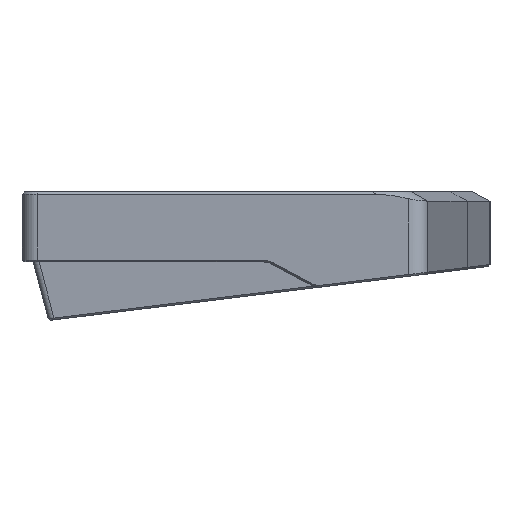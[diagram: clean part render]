
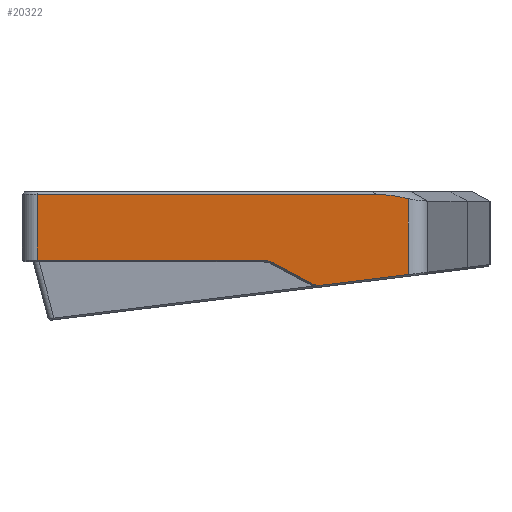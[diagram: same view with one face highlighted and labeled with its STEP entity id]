
A CAD part, left-side view. The second image highlights one B-rep face of the part: STEP entity #20322.
In plain terms, the highlighted planar face has unit normal (-0.993, 0.122, 0).
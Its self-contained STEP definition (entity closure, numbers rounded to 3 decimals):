
#36=ELLIPSE('',#21841,24.472,10.4);
#192=B_SPLINE_CURVE_WITH_KNOTS('',3,(#32588,#32589,#32590,#32591),
 .UNSPECIFIED.,.F.,.F.,(4,4),(-3.492,-3.488),
 .UNSPECIFIED.);
#193=B_SPLINE_CURVE_WITH_KNOTS('',3,(#32612,#32613,#32614,#32615),
 .UNSPECIFIED.,.F.,.F.,(4,4),(1.082,1.093),
 .UNSPECIFIED.);
#194=B_SPLINE_CURVE_WITH_KNOTS('',3,(#32632,#32633,#32634,#32635),
 .UNSPECIFIED.,.F.,.F.,(4,4),(1.093,1.571),
 .UNSPECIFIED.);
#195=B_SPLINE_CURVE_WITH_KNOTS('',3,(#32656,#32657,#32658,#32659),
 .UNSPECIFIED.,.F.,.F.,(4,4),(-3.874,-3.87),
 .UNSPECIFIED.);
#197=B_SPLINE_CURVE_WITH_KNOTS('',3,(#32687,#32688,#32689,#32690),
 .UNSPECIFIED.,.F.,.F.,(4,4),(-1.693,-1.681),
 .UNSPECIFIED.);
#198=B_SPLINE_CURVE_WITH_KNOTS('',3,(#32707,#32708,#32709,#32710),
 .UNSPECIFIED.,.F.,.F.,(4,4),(-1.681,-1.082),
 .UNSPECIFIED.);
#200=B_SPLINE_CURVE_WITH_KNOTS('',3,(#32737,#32738,#32739,#32740),
 .UNSPECIFIED.,.F.,.F.,(4,4),(1.681,1.693),
 .UNSPECIFIED.);
#2096=FACE_OUTER_BOUND('',#3241,.T.);
#3241=EDGE_LOOP('',(#17481,#17482,#17483,#17484,#17485,#17486,#17487,#17488,
#17489,#17490,#17491,#17492,#17493,#17494));
#5299=LINE('',#32513,#7532);
#5308=LINE('',#32565,#7541);
#5316=LINE('',#32661,#7549);
#5321=LINE('',#32742,#7554);
#5326=LINE('',#32806,#7559);
#5351=LINE('',#32872,#7584);
#7532=VECTOR('',#26420,10.);
#7541=VECTOR('',#26451,10.);
#7549=VECTOR('',#26463,10.);
#7554=VECTOR('',#26470,10.);
#7559=VECTOR('',#26479,10.);
#7584=VECTOR('',#26558,10.);
#9451=VERTEX_POINT('',#32507);
#9453=VERTEX_POINT('',#32511);
#9465=VERTEX_POINT('',#32563);
#9466=VERTEX_POINT('',#32584);
#9467=VERTEX_POINT('',#32586);
#9468=VERTEX_POINT('',#32608);
#9469=VERTEX_POINT('',#32610);
#9470=VERTEX_POINT('',#32652);
#9471=VERTEX_POINT('',#32654);
#9472=VERTEX_POINT('',#32678);
#9474=VERTEX_POINT('',#32685);
#9476=VERTEX_POINT('',#32728);
#9478=VERTEX_POINT('',#32735);
#9495=VERTEX_POINT('',#32870);
#12154=EDGE_CURVE('',#9453,#9451,#5299,.T.);
#12173=EDGE_CURVE('',#9465,#9453,#5308,.T.);
#12177=EDGE_CURVE('',#9467,#9466,#192,.T.);
#12180=EDGE_CURVE('',#9469,#9468,#193,.T.);
#12181=EDGE_CURVE('',#9468,#9467,#194,.T.);
#12184=EDGE_CURVE('',#9471,#9470,#195,.T.);
#12185=EDGE_CURVE('',#9470,#9469,#5316,.T.);
#12189=EDGE_CURVE('',#9474,#9472,#197,.T.);
#12190=EDGE_CURVE('',#9472,#9471,#198,.T.);
#12194=EDGE_CURVE('',#9478,#9476,#200,.T.);
#12195=EDGE_CURVE('',#9476,#9474,#5321,.T.);
#12204=EDGE_CURVE('',#9466,#9465,#5326,.T.);
#12236=EDGE_CURVE('',#9451,#9495,#36,.T.);
#12237=EDGE_CURVE('',#9495,#9478,#5351,.T.);
#17481=ORIENTED_EDGE('',*,*,#12236,.F.);
#17482=ORIENTED_EDGE('',*,*,#12154,.F.);
#17483=ORIENTED_EDGE('',*,*,#12173,.F.);
#17484=ORIENTED_EDGE('',*,*,#12204,.F.);
#17485=ORIENTED_EDGE('',*,*,#12177,.F.);
#17486=ORIENTED_EDGE('',*,*,#12181,.F.);
#17487=ORIENTED_EDGE('',*,*,#12180,.F.);
#17488=ORIENTED_EDGE('',*,*,#12185,.F.);
#17489=ORIENTED_EDGE('',*,*,#12184,.F.);
#17490=ORIENTED_EDGE('',*,*,#12190,.F.);
#17491=ORIENTED_EDGE('',*,*,#12189,.F.);
#17492=ORIENTED_EDGE('',*,*,#12195,.F.);
#17493=ORIENTED_EDGE('',*,*,#12194,.F.);
#17494=ORIENTED_EDGE('',*,*,#12237,.F.);
#19401=PLANE('',#21840);
#20322=ADVANCED_FACE('',(#2096),#19401,.T.);
#21840=AXIS2_PLACEMENT_3D('',#32869,#26554,#26555);
#21841=AXIS2_PLACEMENT_3D('',#32871,#26556,#26557);
#26420=DIRECTION('',(-0.122,-0.993,0.));
#26451=DIRECTION('',(0.,0.,1.));
#26463=DIRECTION('',(0.108,0.878,0.467));
#26470=DIRECTION('',(0.121,0.985,-0.121));
#26479=DIRECTION('',(0.122,0.993,0.));
#26554=DIRECTION('center_axis',(-0.993,0.122,0.));
#26555=DIRECTION('ref_axis',(-0.122,-0.993,0.));
#26556=DIRECTION('center_axis',(0.993,-0.122,0.));
#26557=DIRECTION('ref_axis',(0.108,0.876,0.469));
#26558=DIRECTION('',(0.,0.,-1.));
#32507=CARTESIAN_POINT('',(-127.56,-32.113,8.9));
#32511=CARTESIAN_POINT('',(-118.053,45.312,8.9));
#32513=CARTESIAN_POINT('',(-119.946,29.899,8.9));
#32563=CARTESIAN_POINT('',(-118.053,45.312,-6.1));
#32565=CARTESIAN_POINT('',(-118.053,45.312,1.5));
#32584=CARTESIAN_POINT('',(-124.369,-6.122,-6.1));
#32586=CARTESIAN_POINT('',(-124.375,-6.171,-6.1));
#32588=CARTESIAN_POINT('Ctrl Pts',(-124.375,-6.171,
-6.1));
#32589=CARTESIAN_POINT('Ctrl Pts',(-124.373,-6.155,
-6.1));
#32590=CARTESIAN_POINT('Ctrl Pts',(-124.371,-6.139,
-6.1));
#32591=CARTESIAN_POINT('Ctrl Pts',(-124.369,-6.122,
-6.1));
#32608=CARTESIAN_POINT('',(-124.623,-8.192,-6.592));
#32610=CARTESIAN_POINT('',(-124.628,-8.234,-6.614));
#32612=CARTESIAN_POINT('Ctrl Pts',(-124.628,-8.234,
-6.614));
#32613=CARTESIAN_POINT('Ctrl Pts',(-124.626,-8.22,
-6.607));
#32614=CARTESIAN_POINT('Ctrl Pts',(-124.625,-8.206,
-6.6));
#32615=CARTESIAN_POINT('Ctrl Pts',(-124.623,-8.192,-6.592));
#32632=CARTESIAN_POINT('Ctrl Pts',(-124.623,-8.192,
-6.592));
#32633=CARTESIAN_POINT('Ctrl Pts',(-124.547,-7.57,
-6.27));
#32634=CARTESIAN_POINT('Ctrl Pts',(-124.461,-6.871,
-6.1));
#32635=CARTESIAN_POINT('Ctrl Pts',(-124.375,-6.171,
-6.1));
#32652=CARTESIAN_POINT('',(-125.735,-17.251,-11.409));
#32654=CARTESIAN_POINT('',(-125.74,-17.289,-11.429));
#32656=CARTESIAN_POINT('Ctrl Pts',(-125.74,-17.289,
-11.429));
#32657=CARTESIAN_POINT('Ctrl Pts',(-125.738,-17.276,
-11.422));
#32658=CARTESIAN_POINT('Ctrl Pts',(-125.737,-17.264,
-11.415));
#32659=CARTESIAN_POINT('Ctrl Pts',(-125.735,-17.251,-11.409));
#32661=CARTESIAN_POINT('',(-121.564,16.718,6.653));
#32678=CARTESIAN_POINT('',(-125.996,-19.378,-11.829));
#32685=CARTESIAN_POINT('',(-126.002,-19.421,-11.824));
#32687=CARTESIAN_POINT('Ctrl Pts',(-126.002,-19.421,
-11.824));
#32688=CARTESIAN_POINT('Ctrl Pts',(-126.,-19.406,-11.826));
#32689=CARTESIAN_POINT('Ctrl Pts',(-125.998,-19.392,
-11.827));
#32690=CARTESIAN_POINT('Ctrl Pts',(-125.996,-19.378,
-11.829));
#32707=CARTESIAN_POINT('Ctrl Pts',(-125.996,-19.378,
-11.829));
#32708=CARTESIAN_POINT('Ctrl Pts',(-125.908,-18.662,
-11.908));
#32709=CARTESIAN_POINT('Ctrl Pts',(-125.818,-17.924,
-11.767));
#32710=CARTESIAN_POINT('Ctrl Pts',(-125.74,-17.289,
-11.429));
#32728=CARTESIAN_POINT('',(-128.431,-39.205,-9.395));
#32735=CARTESIAN_POINT('',(-128.437,-39.253,-9.389));
#32737=CARTESIAN_POINT('Ctrl Pts',(-128.437,-39.253,
-9.389));
#32738=CARTESIAN_POINT('Ctrl Pts',(-128.435,-39.237,
-9.391));
#32739=CARTESIAN_POINT('Ctrl Pts',(-128.433,-39.221,-9.393));
#32740=CARTESIAN_POINT('Ctrl Pts',(-128.431,-39.205,
-9.395));
#32742=CARTESIAN_POINT('',(-120.112,28.543,-17.713));
#32806=CARTESIAN_POINT('',(-120.119,28.493,-6.1));
#32869=CARTESIAN_POINT('Origin',(-117.566,49.282,1.5));
#32870=CARTESIAN_POINT('',(-128.437,-39.253,7.905));
#32871=CARTESIAN_POINT('Origin',(-129.246,-45.841,-5.808));
#32872=CARTESIAN_POINT('',(-128.437,-39.253,1.5));
